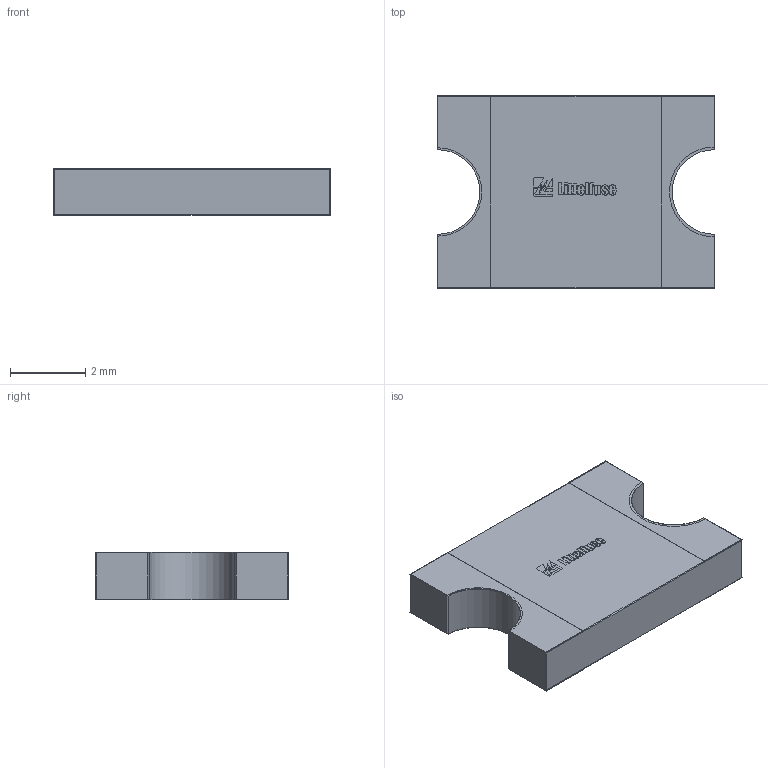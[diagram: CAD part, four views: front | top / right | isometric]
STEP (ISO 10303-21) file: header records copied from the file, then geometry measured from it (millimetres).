
FILE_DESCRIPTION(/* description */ (''),/* implementation_level */ '2;1');
FILE_NAME(/* name */ '2920L200.stp',/* time_stamp */ '2019-08-28T10:51:46+02:00',/* author */ ('Lord_voldmort'),/* organization */ (''),/* preprocessor_version */ 'ST-DEVELOPER v17.2',/* originating_system */ 'Autodesk Inventor 2019',/* authorisation */ '');
FILE_SCHEMA (('AUTOMOTIVE_DESIGN { 1 0 10303 214 3 1 1 }'));
Length unit declared in the file: millimetre
Products named in the file (5): MINISMDC050F-2; Lead; Littelfuse; Body2; Lead_MIR
Assembly tree (4 placements, depth 2):
  MINISMDC050F-2
    Lead
    Littelfuse
    Body2
    Lead_MIR
Bounding box: 7.36 x 5.12 x 1.25 mm (x, y, z)
Volume: 41.5 mm3; surface area: 160.8 mm2
Topology: 17 solids, 17 shells, 245 faces, 625 edges, 414 vertices
Faces by surface type: plane 191, bspline 40, cylinder 14
Entity records: 7809 total; most frequent: CARTESIAN_POINT 1901, ORIENTED_EDGE 1250, DIRECTION 993, EDGE_CURVE 625, LINE 525, VECTOR 525, VERTEX_POINT 414, EDGE_LOOP 249
